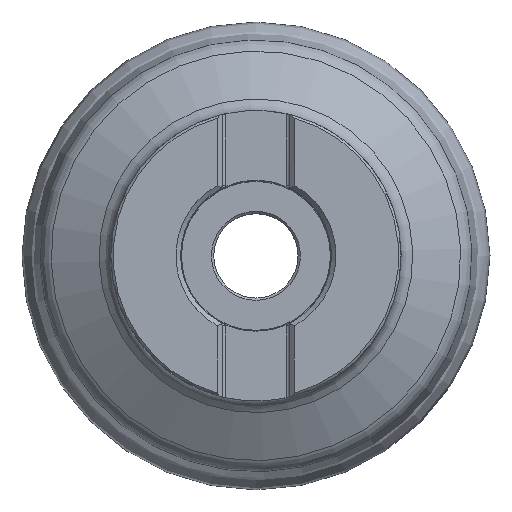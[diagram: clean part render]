
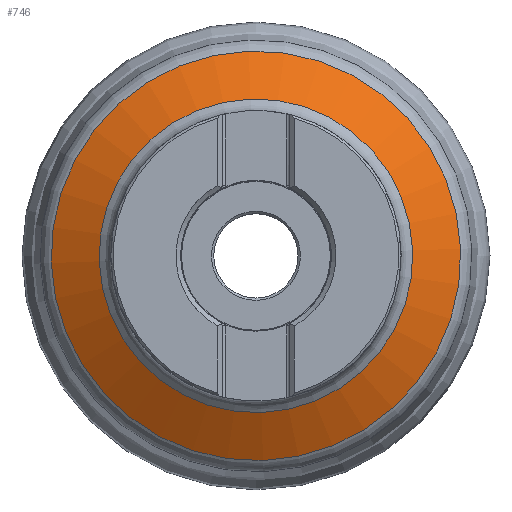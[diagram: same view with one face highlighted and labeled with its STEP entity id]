
A CAD part, top view. The second image highlights one B-rep face of the part: STEP entity #746.
In plain terms, the highlighted conical face has half-angle 60 degrees and reference radius 33.5 mm.
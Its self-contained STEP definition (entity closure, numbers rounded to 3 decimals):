
#46=CONICAL_SURFACE('',#962,33.5,60.);
#236=EDGE_LOOP('',(#346));
#237=EDGE_LOOP('',(#347));
#346=ORIENTED_EDGE('',*,*,#580,.T.);
#347=ORIENTED_EDGE('',*,*,#579,.F.);
#579=EDGE_CURVE('',#880,#880,#680,.T.);
#580=EDGE_CURVE('',#881,#881,#681,.T.);
#680=CIRCLE('',#959,33.5);
#681=CIRCLE('',#961,43.738);
#746=ADVANCED_FACE('',(#807,#808),#46,.T.);
#807=FACE_BOUND('',#236,.T.);
#808=FACE_BOUND('',#237,.T.);
#880=VERTEX_POINT('',#6312);
#881=VERTEX_POINT('',#6315);
#959=AXIS2_PLACEMENT_3D('',#6311,#1102,#1103);
#961=AXIS2_PLACEMENT_3D('',#6314,#1106,#1107);
#962=AXIS2_PLACEMENT_3D('',#6316,#1108,#1109);
#1102=DIRECTION('',(0.,0.,1.));
#1103=DIRECTION('',(0.035,-0.999,0.));
#1106=DIRECTION('',(0.,0.,1.));
#1107=DIRECTION('',(0.035,-0.999,0.));
#1108=DIRECTION('',(0.,0.,-1.));
#1109=DIRECTION('',(-0.035,0.999,0.));
#6311=CARTESIAN_POINT('',(0.,0.,-21.33));
#6312=CARTESIAN_POINT('',(1.169,-33.48,-21.33));
#6314=CARTESIAN_POINT('',(0.,0.,-27.241));
#6315=CARTESIAN_POINT('',(1.526,-43.711,-27.241));
#6316=CARTESIAN_POINT('',(0.,0.,-21.33));
